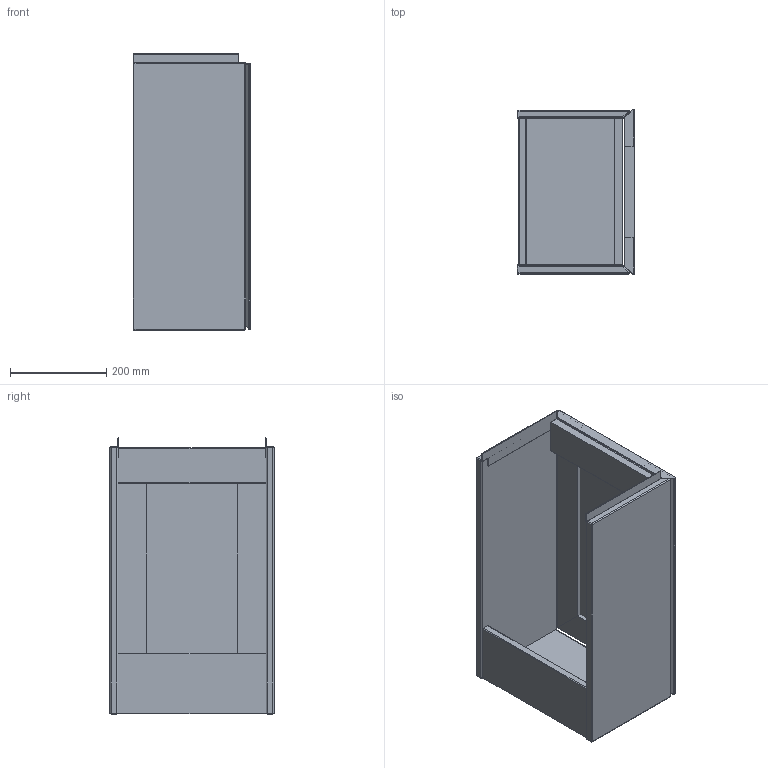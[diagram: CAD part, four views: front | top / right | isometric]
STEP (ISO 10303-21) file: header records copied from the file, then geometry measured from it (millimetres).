
FILE_DESCRIPTION(('CATIA V6 STEP','CAx-IF Rec.Pracs.--- Model Styling and Organization---1.5--- 2016-08-15','CAx-IF Rec.Pracs.---Supplemental Geometry---1.0---2011-11-01','CAx-IF Rec.Pracs.--- Composite Materials ---3.4---2017-06-13','CAx-IF Rec.Pracs.---Tessellated 3D Geometry---1.0---2015-12-17'),'2;1');
FILE_NAME('prd-HG-00307228.stp','2022-11-16T13:41:40+00:00',('none'),('none'),'3DEXPERIENCE Platform3DEXPERIENCE R2021x HotFix 8','3DEXPERIENCE Platform STEP AP242 v2','none');
FILE_SCHEMA(('AP242_MANAGED_MODEL_BASED_3D_ENGINEERING_MIM_LF {1 0 10303 442 1 1 4}'));
Length unit declared in the file: millimetre
Products named in the file (2): P-2_HG_Xevolos_E_WTU_MW_340f_HWB_T_A; P-2_ZUS_WXUR034
Assembly tree (1 placements, depth 2):
  P-2_HG_Xevolos_E_WTU_MW_340f_HWB_T_A
    P-2_ZUS_WXUR034
Bounding box: 245.25 x 342.4 x 574 mm (x, y, z)
Volume: 9417830 mm3; surface area: 1745177.2 mm2
Topology: 13 solids, 13 shells, 276 faces, 622 edges, 328 vertices
Faces by surface type: plane 117, cylinder 107, sphere 44, torus 8
Entity records: 7396 total; most frequent: CARTESIAN_POINT 1687, ORIENTED_EDGE 1156, DIRECTION 1083, EDGE_CURVE 578, AXIS2_PLACEMENT_3D 457, VECTOR 356, LINE 356, VERTEX_POINT 328
